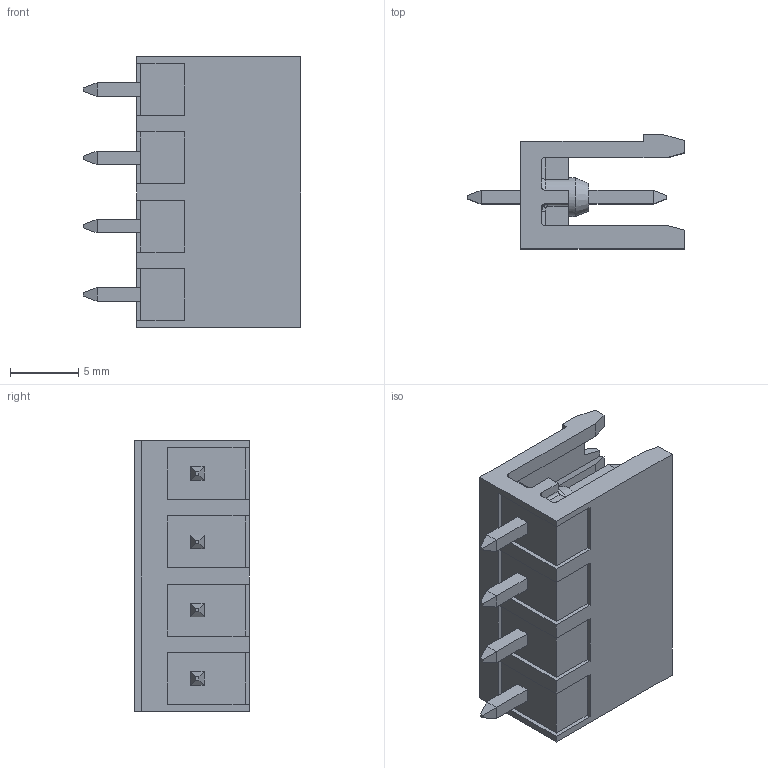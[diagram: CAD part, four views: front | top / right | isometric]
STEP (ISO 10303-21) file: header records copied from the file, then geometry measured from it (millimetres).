
FILE_DESCRIPTION((''),'2;1');
FILE_NAME('11517_1_STL_950_4_500-V.stp','2012-12-11T13:57:12',('svogel'),(''),'Autodesk Inventor 2011','Autodesk Inventor 2011','');
FILE_SCHEMA(('AUTOMOTIVE_DESIGN { 1 0 10303 214 1 1 1 1 }'));
Length unit declared in the file: millimetre
Products named in the file (1): 11517.1_STL_950_4_5,00-V.stp
Bounding box: 15.9 x 8.38 x 19.8 mm (x, y, z)
Volume: 807.6 mm3; surface area: 1661.1 mm2
Topology: 1 solids, 1 shells, 343 faces, 883 edges, 550 vertices
Faces by surface type: plane 203, cylinder 68, bspline 48, cone 16, torus 8
Full cylindrical faces by diameter (mm): 2.8 x4
Entity records: 12515 total; most frequent: CARTESIAN_POINT 4426, ORIENTED_EDGE 1742, DIRECTION 1547, EDGE_CURVE 871, VECTOR 595, LINE 595, VERTEX_POINT 546, AXIS2_PLACEMENT_3D 476
